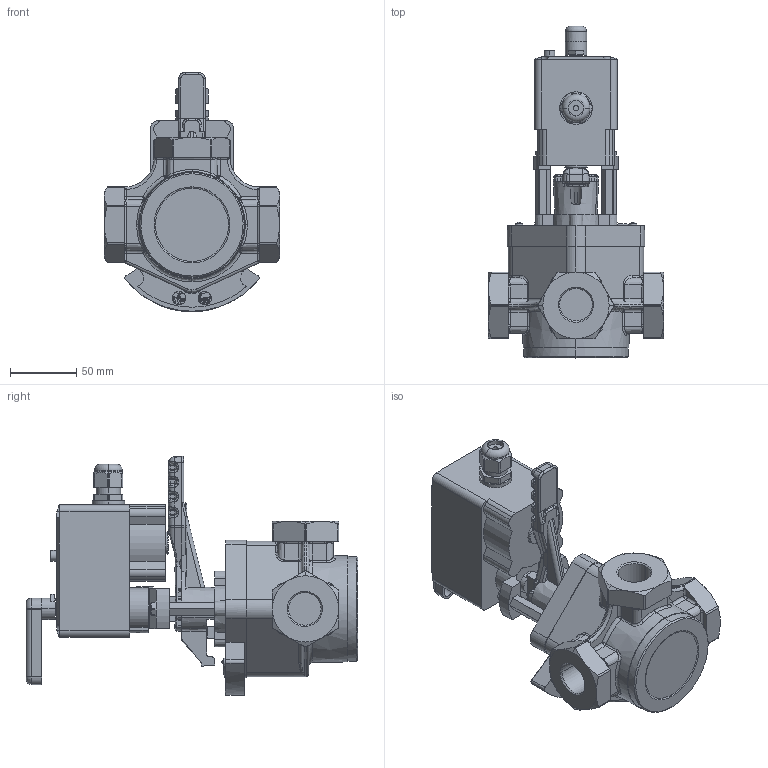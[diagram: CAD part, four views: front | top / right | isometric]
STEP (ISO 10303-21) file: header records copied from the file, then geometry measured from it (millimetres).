
FILE_DESCRIPTION(('CATIA V5 STEP Exchange'),'2;1');
FILE_NAME('STEP_612025_-_TST.stp','2019-02-21T10:54:45+00:00',('none'),('none'),'CATIA Version 5-6 Release 2016 SP4','CATIA V5 STEP AP203','none');
FILE_SCHEMA(('CONFIG_CONTROL_DESIGN'));
Products named in the file (1): 612025 - TST
Bounding box: 132 x 250 x 180.45 mm (x, y, z)
Volume: 1160544.6 mm3; surface area: 166598.6 mm2
Topology: 2 solids, 18 shells, 2601 faces, 7343 edges, 4837 vertices
Faces by surface type: plane 1134, cylinder 678, bspline 622, cone 157, torus 9, revolution 1
Entity records: 111625 total; most frequent: CARTESIAN_POINT 53565, ORIENTED_EDGE 14574, DIRECTION 8059, EDGE_CURVE 7287, VERTEX_POINT 4837, VECTOR 3361, LINE 3361, AXIS2_PLACEMENT_3D 2867
